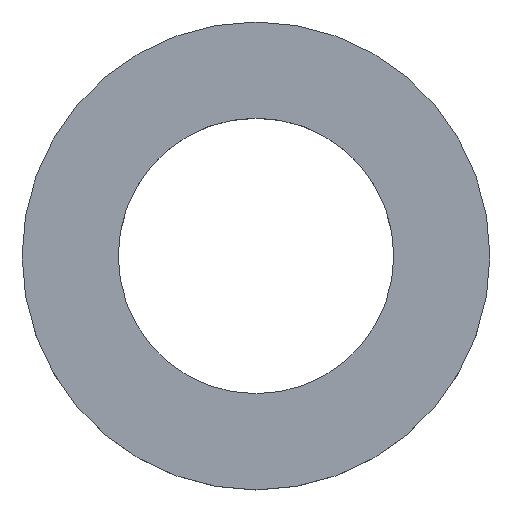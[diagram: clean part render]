
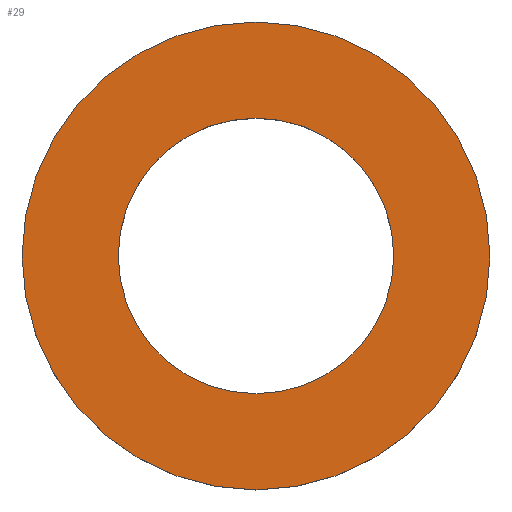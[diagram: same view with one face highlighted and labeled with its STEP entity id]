
A CAD part, top view. The second image highlights one B-rep face of the part: STEP entity #29.
In plain terms, the highlighted planar face has unit normal (0, 0, 1).
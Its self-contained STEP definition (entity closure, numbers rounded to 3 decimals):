
#6 = VERTEX_POINT ( 'NONE', #8 ) ;
#8 = CARTESIAN_POINT ( 'NONE',  ( 2.65, 0., 1.1 ) ) ;
#11 = CIRCLE ( 'NONE', #231, 4.5 ) ;
#15 = CARTESIAN_POINT ( 'NONE',  ( 0., 0., 1.1 ) ) ;
#20 = ORIENTED_EDGE ( 'NONE', *, *, #66, .T. ) ;
#22 = EDGE_LOOP ( 'NONE', ( #165, #130 ) ) ;
#29 = ADVANCED_FACE ( 'NONE', ( #239, #164 ), #221, .T. ) ;
#31 = DIRECTION ( 'NONE',  ( 0., 0., 1. ) ) ;
#37 = EDGE_LOOP ( 'NONE', ( #160, #20 ) ) ;
#40 = EDGE_CURVE ( 'NONE', #204, #72, #11, .T. ) ;
#47 = CARTESIAN_POINT ( 'NONE',  ( 0., 0., 1.1 ) ) ;
#49 = DIRECTION ( 'NONE',  ( 1., 0., 0. ) ) ;
#50 = DIRECTION ( 'NONE',  ( 0., 0., 1. ) ) ;
#51 = EDGE_CURVE ( 'NONE', #6, #191, #109, .T. ) ;
#56 = EDGE_CURVE ( 'NONE', #191, #6, #94, .T. ) ;
#65 = CARTESIAN_POINT ( 'NONE',  ( -2.65, 0., 1.1 ) ) ;
#66 = EDGE_CURVE ( 'NONE', #72, #204, #77, .T. ) ;
#69 = CARTESIAN_POINT ( 'NONE',  ( 0., 0., 1.1 ) ) ;
#70 = DIRECTION ( 'NONE',  ( 0., 0., 1. ) ) ;
#72 = VERTEX_POINT ( 'NONE', #127 ) ;
#77 = CIRCLE ( 'NONE', #183, 4.5 ) ;
#86 = CARTESIAN_POINT ( 'NONE',  ( -4.5, 0., 1.1 ) ) ;
#94 = CIRCLE ( 'NONE', #198, 2.65 ) ;
#101 = CARTESIAN_POINT ( 'NONE',  ( 0., 0., 1.1 ) ) ;
#109 = CIRCLE ( 'NONE', #186, 2.65 ) ;
#120 = AXIS2_PLACEMENT_3D ( 'NONE', #101, #50, #192 ) ;
#125 = DIRECTION ( 'NONE',  ( 1., 0., 0. ) ) ;
#127 = CARTESIAN_POINT ( 'NONE',  ( 4.5, 0., 1.1 ) ) ;
#130 = ORIENTED_EDGE ( 'NONE', *, *, #51, .F. ) ;
#144 = DIRECTION ( 'NONE',  ( 1., 0., 0. ) ) ;
#152 = DIRECTION ( 'NONE',  ( 0., 0., 1. ) ) ;
#160 = ORIENTED_EDGE ( 'NONE', *, *, #40, .T. ) ;
#164 = FACE_BOUND ( 'NONE', #22, .T. ) ;
#165 = ORIENTED_EDGE ( 'NONE', *, *, #56, .F. ) ;
#172 = DIRECTION ( 'NONE',  ( 1., 0., 0. ) ) ;
#183 = AXIS2_PLACEMENT_3D ( 'NONE', #69, #152, #49 ) ;
#186 = AXIS2_PLACEMENT_3D ( 'NONE', #47, #247, #125 ) ;
#191 = VERTEX_POINT ( 'NONE', #65 ) ;
#192 = DIRECTION ( 'NONE',  ( 1., 0., 0. ) ) ;
#198 = AXIS2_PLACEMENT_3D ( 'NONE', #226, #70, #144 ) ;
#204 = VERTEX_POINT ( 'NONE', #86 ) ;
#221 = PLANE ( 'NONE',  #120 ) ;
#226 = CARTESIAN_POINT ( 'NONE',  ( 0., 0., 1.1 ) ) ;
#231 = AXIS2_PLACEMENT_3D ( 'NONE', #15, #31, #172 ) ;
#239 = FACE_OUTER_BOUND ( 'NONE', #37, .T. ) ;
#247 = DIRECTION ( 'NONE',  ( 0., 0., 1. ) ) ;
